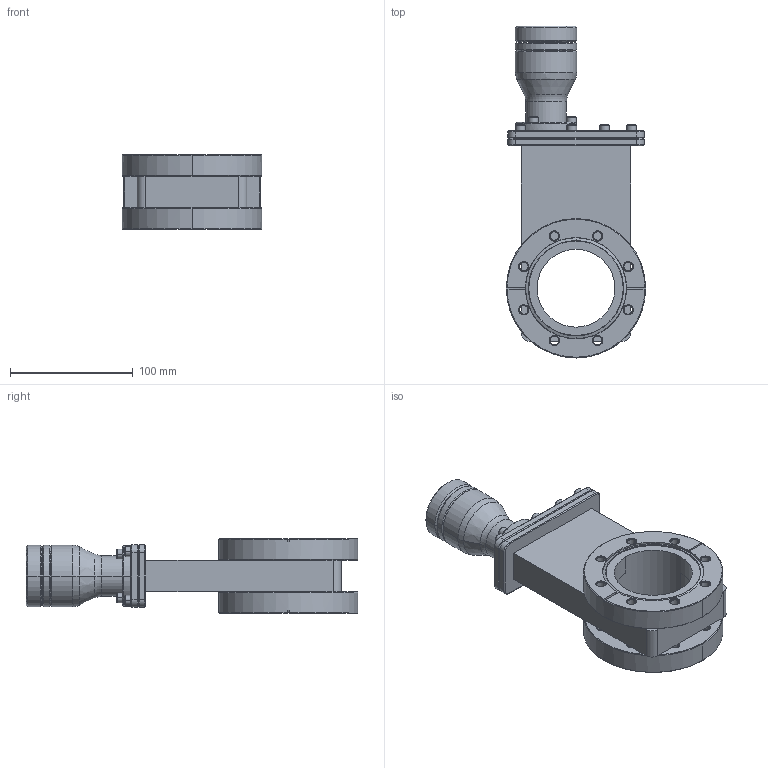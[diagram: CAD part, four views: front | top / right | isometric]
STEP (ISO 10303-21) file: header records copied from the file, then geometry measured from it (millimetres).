
FILE_DESCRIPTION((''),'2;1');
FILE_NAME('11110-0250','2009-02-09T',('jd'),(''),'PRO/ENGINEER BY PARAMETRIC TECHNOLOGY CORPORATION, 2008400','PRO/ENGINEER BY PARAMETRIC TECHNOLOGY CORPORATION, 2008400','');
FILE_SCHEMA(('CONFIG_CONTROL_DESIGN'));
Length unit declared in the file: inch
Products named in the file (1): 11110-0250
Bounding box: 113.54 x 270.48 x 61.09 mm (x, y, z)
Volume: 718305.6 mm3; surface area: 108113.3 mm2
Topology: 1 solids, 17 shells, 423 faces, 1024 edges, 634 vertices
Faces by surface type: plane 185, cylinder 126, cone 96, torus 14, bspline 2
Entity records: 12461 total; most frequent: DIRECTION 2316, CARTESIAN_POINT 2176, ORIENTED_EDGE 1984, EDGE_CURVE 1024, AXIS2_PLACEMENT_3D 886, VERTEX_POINT 634, VECTOR 544, LINE 544
